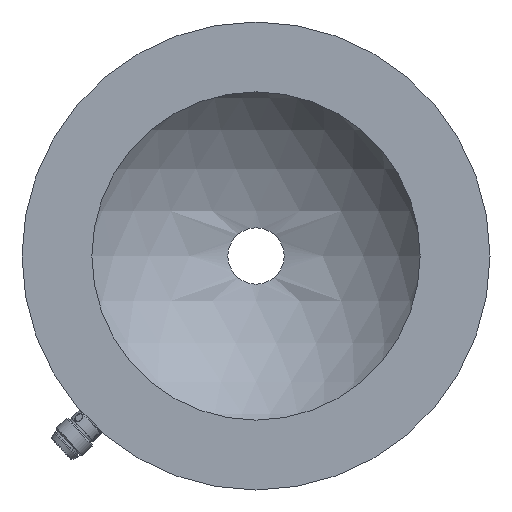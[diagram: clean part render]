
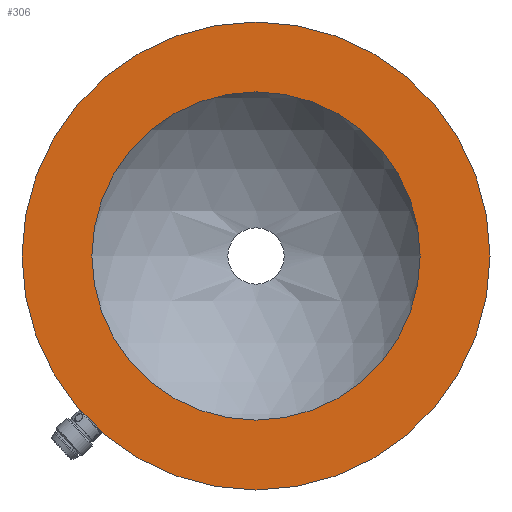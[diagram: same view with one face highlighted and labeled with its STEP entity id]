
A CAD part, front view. The second image highlights one B-rep face of the part: STEP entity #306.
In plain terms, the highlighted planar face has unit normal (0, -1, 0).
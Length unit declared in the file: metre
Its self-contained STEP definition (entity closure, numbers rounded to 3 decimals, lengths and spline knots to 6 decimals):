
#306=ADVANCED_FACE('2:5363',(#724,#725),#726,.T.);
#724=FACE_BOUND('',#1280,.T.);
#725=FACE_OUTER_BOUND('',#1281,.T.);
#726=PLANE('',#1282);
#1280=EDGE_LOOP('',(#2117,#2118));
#1281=EDGE_LOOP('',(#2119,#2120));
#1282=AXIS2_PLACEMENT_3D('',#2121,#2122,#2123);
#2117=ORIENTED_EDGE('',*,*,#3437,.F.);
#2118=ORIENTED_EDGE('',*,*,#3331,.F.);
#2119=ORIENTED_EDGE('',*,*,#3337,.T.);
#2120=ORIENTED_EDGE('',*,*,#3435,.T.);
#2121=CARTESIAN_POINT('',(0.04855,-0.0053,0.0));
#2122=DIRECTION('',(0.0,-1.0,0.0));
#2123=DIRECTION('',(1.0,0.0,0.0));
#3331=EDGE_CURVE('',#3916,#3912,#3918,.T.);
#3337=EDGE_CURVE('2:5408',#3921,#3927,#3929,.T.);
#3435=EDGE_CURVE('',#3927,#3921,#4076,.T.);
#3437=EDGE_CURVE('2:5435',#3912,#3916,#4078,.T.);
#3912=VERTEX_POINT('',#4768);
#3916=VERTEX_POINT('',#4773);
#3918=CIRCLE('',#4776,0.035);
#3921=VERTEX_POINT('',#4779);
#3927=VERTEX_POINT('',#4786);
#3929=CIRCLE('',#4789,0.0499);
#4076=CIRCLE('',#5090,0.0499);
#4078=CIRCLE('',#5092,0.035);
#4768=CARTESIAN_POINT('',(0.035,-0.0053,0.0));
#4773=CARTESIAN_POINT('',(-0.035,-0.0053,0.));
#4776=AXIS2_PLACEMENT_3D('',#6706,#6707,#6708);
#4779=CARTESIAN_POINT('',(0.0499,-0.0053,0.0));
#4786=CARTESIAN_POINT('',(-0.0499,-0.0053,0.));
#4789=AXIS2_PLACEMENT_3D('',#6717,#6718,#6719);
#5090=AXIS2_PLACEMENT_3D('',#6868,#6869,#6870);
#5092=AXIS2_PLACEMENT_3D('',#6871,#6872,#6873);
#6706=CARTESIAN_POINT('',(0.0,-0.0053,0.0));
#6707=DIRECTION('',(0.0,-1.0,0.0));
#6708=DIRECTION('',(1.0,0.0,0.0));
#6717=CARTESIAN_POINT('',(0.0,-0.0053,0.0));
#6718=DIRECTION('',(0.0,-1.0,0.0));
#6719=DIRECTION('',(1.0,0.0,0.0));
#6868=CARTESIAN_POINT('',(0.0,-0.0053,0.0));
#6869=DIRECTION('',(0.0,-1.0,0.0));
#6870=DIRECTION('',(1.0,0.0,0.0));
#6871=CARTESIAN_POINT('',(0.0,-0.0053,0.0));
#6872=DIRECTION('',(0.0,-1.0,0.0));
#6873=DIRECTION('',(1.0,0.0,0.0));
